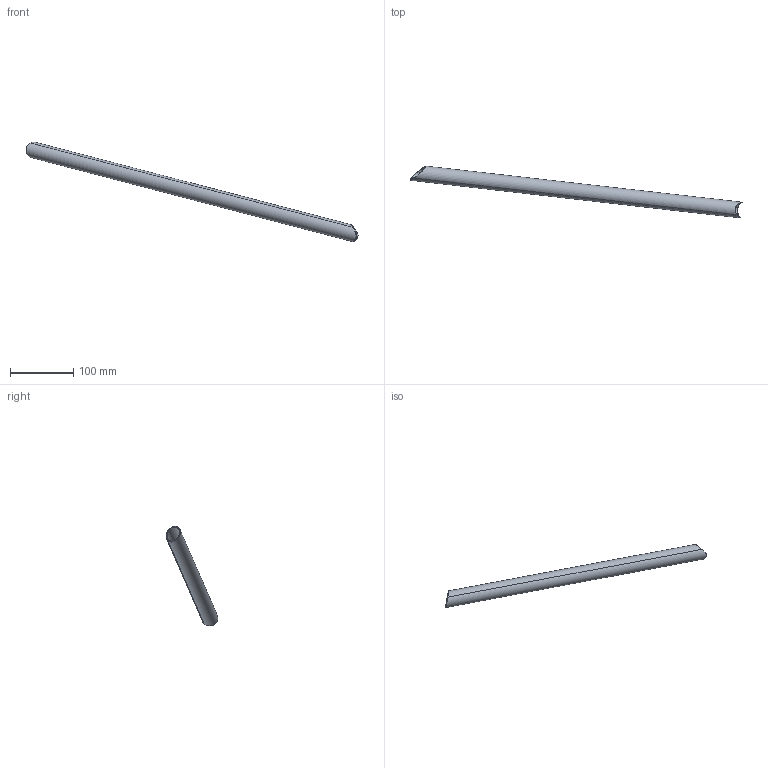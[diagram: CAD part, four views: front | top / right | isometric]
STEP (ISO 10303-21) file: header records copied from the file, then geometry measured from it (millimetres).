
FILE_DESCRIPTION(('STEP AP214'),'1');
FILE_NAME('36.stp','2018-12-06T15:37:46',(' '),(' '),'Spatial InterOp 3D',' ',' ');
FILE_SCHEMA(('automotive_design'));
Length unit declared in the file: metre
Products named in the file (1): Corps1
Bounding box: 522.95 x 81.35 x 157.03 mm (x, y, z)
Volume: 58113.1 mm3; surface area: 77788 mm2
Topology: 1 solids, 1 shells, 7 faces, 18 edges, 12 vertices
Faces by surface type: cylinder 4, torus 2, plane 1
Entity records: 488 total; most frequent: CARTESIAN_POINT 239, ORIENTED_EDGE 36, DIRECTION 32, EDGE_CURVE 18, AXIS2_PLACEMENT_3D 14, VERTEX_POINT 12, STYLED_ITEM 8, PRESENTATION_STYLE_ASSIGNMENT 8
